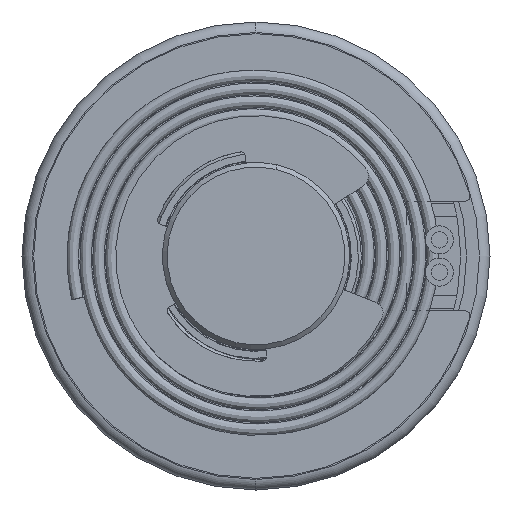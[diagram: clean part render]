
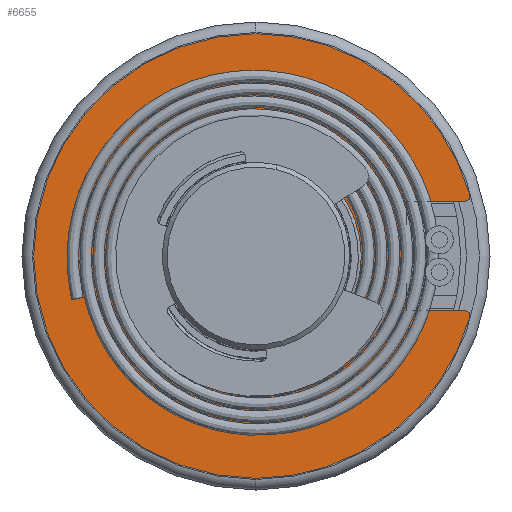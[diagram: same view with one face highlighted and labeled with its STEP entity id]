
A CAD part, left-side view. The second image highlights one B-rep face of the part: STEP entity #6655.
In plain terms, the highlighted face is planar.
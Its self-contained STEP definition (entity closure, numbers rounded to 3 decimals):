
#1356 = CARTESIAN_POINT ( 'NONE',  ( 2.35, 6.45, 0. ) ) ;
#2176 = VERTEX_POINT ( 'NONE', #10427 ) ;
#2201 = VERTEX_POINT ( 'NONE', #15171 ) ;
#2221 = VERTEX_POINT ( 'NONE', #15204 ) ;
#2259 = VERTEX_POINT ( 'NONE', #15270 ) ;
#2281 = VERTEX_POINT ( 'NONE', #15307 ) ;
#2303 = VERTEX_POINT ( 'NONE', #15343 ) ;
#2307 = VERTEX_POINT ( 'NONE', #15351 ) ;
#2333 = VERTEX_POINT ( 'NONE', #15395 ) ;
#2401 = VERTEX_POINT ( 'NONE', #15465 ) ;
#2495 = ORIENTED_EDGE ( 'NONE', *, *, #3127, .T. ) ;
#2496 = ORIENTED_EDGE ( 'NONE', *, *, #3131, .T. ) ;
#2497 = ORIENTED_EDGE ( 'NONE', *, *, #3137, .T. ) ;
#3127 = EDGE_CURVE ( 'NONE', #2221, #2176, #21599, .T. ) ;
#3131 = EDGE_CURVE ( 'NONE', #2176, #2401, #21612, .T. ) ;
#3132 = EDGE_CURVE ( 'NONE', #2281, #2303, #21615, .T. ) ;
#3137 = EDGE_CURVE ( 'NONE', #2401, #2281, #21632, .T. ) ;
#3138 = EDGE_CURVE ( 'NONE', #2333, #2221, #21636, .T. ) ;
#3141 = EDGE_CURVE ( 'NONE', #2259, #2333, #15350, .T. ) ;
#3144 = EDGE_CURVE ( 'NONE', #10499, #2259, #15382, .T. ) ;
#3147 = EDGE_CURVE ( 'NONE', #2303, #10499, #10538, .T. ) ;
#3150 = EDGE_CURVE ( 'NONE', #2201, #2307, #21660, .T. ) ;
#6426 = AXIS2_PLACEMENT_3D ( 'NONE', #9187, #9188, #9189 ) ;
#6655 = ADVANCED_FACE ( 'NONE', ( #23383, #23376 ), #9186, .T. ) ;
#9186 = PLANE ( 'NONE',  #6426 ) ;
#9187 = CARTESIAN_POINT ( 'NONE',  ( 2.55, 8.944, 0. ) ) ;
#9188 = DIRECTION ( 'NONE',  ( 0., 0., 1. ) ) ;
#9189 = DIRECTION ( 'NONE',  ( 1., 0., 0. ) ) ;
#10427 = CARTESIAN_POINT ( 'NONE',  ( -9.5, 0., 0. ) ) ;
#10499 = VERTEX_POINT ( 'NONE', #1356 ) ;
#10538 = LINE ( 'NONE', #12521, #21662 ) ;
#11369 = EDGE_CURVE ( 'NONE', #2307, #2201, #21874, .T. ) ;
#12521 = CARTESIAN_POINT ( 'NONE',  ( 2.35, 8.944, 0. ) ) ;
#12522 = DIRECTION ( 'NONE',  ( 0., -1., 0. ) ) ;
#12534 = CARTESIAN_POINT ( 'NONE',  ( 0., 0., 0. ) ) ;
#12535 = DIRECTION ( 'NONE',  ( 0., 0., 1. ) ) ;
#12536 = DIRECTION ( 'NONE',  ( 1., 0., 0. ) ) ;
#15171 = CARTESIAN_POINT ( 'NONE',  ( 4.5, 0., 0. ) ) ;
#15204 = CARTESIAN_POINT ( 'NONE',  ( -2.605, 9.136, 0. ) ) ;
#15259 = CARTESIAN_POINT ( 'NONE',  ( 0., 0., 0. ) ) ;
#15261 = DIRECTION ( 'NONE',  ( 0., 0., 1. ) ) ;
#15263 = DIRECTION ( 'NONE',  ( 1., 0., 0. ) ) ;
#15270 = CARTESIAN_POINT ( 'NONE',  ( -2.35, 6.45, 0. ) ) ;
#15289 = CARTESIAN_POINT ( 'NONE',  ( 0., 0., 0. ) ) ;
#15291 = DIRECTION ( 'NONE',  ( 0., 0., 1. ) ) ;
#15293 = DIRECTION ( 'NONE',  ( 1., 0., 0. ) ) ;
#15297 = CARTESIAN_POINT ( 'NONE',  ( 2.55, 8.944, 0. ) ) ;
#15299 = DIRECTION ( 'NONE',  ( 0., 0., 1. ) ) ;
#15301 = DIRECTION ( 'NONE',  ( 1., 0., 0. ) ) ;
#15307 = CARTESIAN_POINT ( 'NONE',  ( 2.605, 9.136, 0. ) ) ;
#15335 = CARTESIAN_POINT ( 'NONE',  ( 0., 0., 0. ) ) ;
#15337 = DIRECTION ( 'NONE',  ( 0., 0., 1. ) ) ;
#15339 = DIRECTION ( 'NONE',  ( 1., 0., 0. ) ) ;
#15341 = CARTESIAN_POINT ( 'NONE',  ( -2.35, 8.944, 0. ) ) ;
#15343 = CARTESIAN_POINT ( 'NONE',  ( 2.35, 8.944, 0. ) ) ;
#15344 = CARTESIAN_POINT ( 'NONE',  ( -2.55, 8.944, 0. ) ) ;
#15346 = DIRECTION ( 'NONE',  ( 0., 0., 1. ) ) ;
#15348 = DIRECTION ( 'NONE',  ( -1., 0., 0. ) ) ;
#15350 = LINE ( 'NONE', #15341, #21647 ) ;
#15351 = CARTESIAN_POINT ( 'NONE',  ( -4.5, 0., 0. ) ) ;
#15367 = DIRECTION ( 'NONE',  ( 0., 1., 0. ) ) ;
#15382 = LINE ( 'NONE', #15385, #21656 ) ;
#15385 = CARTESIAN_POINT ( 'NONE',  ( -2.35, 6.45, 0. ) ) ;
#15387 = DIRECTION ( 'NONE',  ( -1., 0., 0. ) ) ;
#15395 = CARTESIAN_POINT ( 'NONE',  ( -2.35, 8.944, 0. ) ) ;
#15465 = CARTESIAN_POINT ( 'NONE',  ( 9.5, 0., 0. ) ) ;
#17026 = CARTESIAN_POINT ( 'NONE',  ( 0., 0., 0. ) ) ;
#17027 = DIRECTION ( 'NONE',  ( 0., 0., 1. ) ) ;
#17028 = DIRECTION ( 'NONE',  ( 1., 0., 0. ) ) ;
#17890 = ORIENTED_EDGE ( 'NONE', *, *, #3150, .F. ) ;
#17891 = ORIENTED_EDGE ( 'NONE', *, *, #11369, .F. ) ;
#17892 = ORIENTED_EDGE ( 'NONE', *, *, #3132, .T. ) ;
#17893 = ORIENTED_EDGE ( 'NONE', *, *, #3147, .T. ) ;
#17894 = ORIENTED_EDGE ( 'NONE', *, *, #3144, .T. ) ;
#17895 = ORIENTED_EDGE ( 'NONE', *, *, #3141, .T. ) ;
#17896 = ORIENTED_EDGE ( 'NONE', *, *, #3138, .T. ) ;
#17960 = EDGE_LOOP ( 'NONE', ( #17892, #17893, #17894, #17895, #17896, #2495, #2496, #2497 ) ) ;
#17962 = EDGE_LOOP ( 'NONE', ( #17890, #17891 ) ) ;
#21599 = CIRCLE ( 'NONE', #21604, 9.5 ) ;
#21604 = AXIS2_PLACEMENT_3D ( 'NONE', #15259, #15261, #15263 ) ;
#21612 = CIRCLE ( 'NONE', #21617, 9.5 ) ;
#21615 = CIRCLE ( 'NONE', #21621, 0.2 ) ;
#21617 = AXIS2_PLACEMENT_3D ( 'NONE', #15289, #15291, #15293 ) ;
#21621 = AXIS2_PLACEMENT_3D ( 'NONE', #15297, #15299, #15301 ) ;
#21632 = CIRCLE ( 'NONE', #21638, 9.5 ) ;
#21636 = CIRCLE ( 'NONE', #21643, 0.2 ) ;
#21638 = AXIS2_PLACEMENT_3D ( 'NONE', #15335, #15337, #15339 ) ;
#21643 = AXIS2_PLACEMENT_3D ( 'NONE', #15344, #15346, #15348 ) ;
#21647 = VECTOR ( 'NONE', #15367, 1000. ) ;
#21656 = VECTOR ( 'NONE', #15387, 1000. ) ;
#21660 = CIRCLE ( 'NONE', #21675, 4.5 ) ;
#21662 = VECTOR ( 'NONE', #12522, 1000. ) ;
#21675 = AXIS2_PLACEMENT_3D ( 'NONE', #12534, #12535, #12536 ) ;
#21874 = CIRCLE ( 'NONE', #21880, 4.5 ) ;
#21880 = AXIS2_PLACEMENT_3D ( 'NONE', #17026, #17027, #17028 ) ;
#23376 = FACE_OUTER_BOUND ( 'NONE', #17960, .T. ) ;
#23383 = FACE_BOUND ( 'NONE', #17962, .T. ) ;
